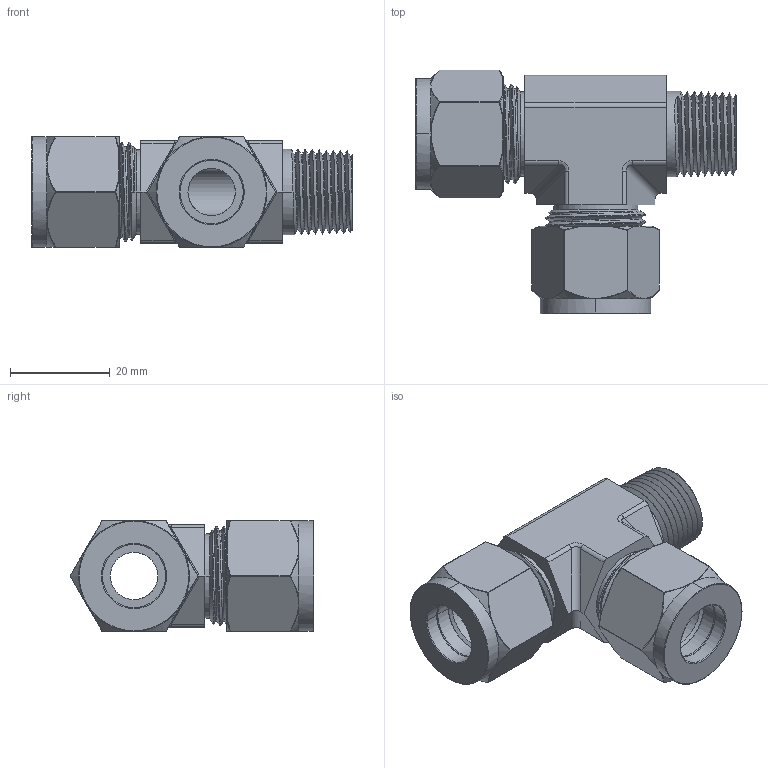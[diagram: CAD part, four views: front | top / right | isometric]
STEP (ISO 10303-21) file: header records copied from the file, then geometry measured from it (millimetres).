
FILE_DESCRIPTION((''),'2;1');
FILE_NAME('001_CRTM_MRT_MASTER_ASM','2025-06-26T15:00:34',('Administrator'),(''),'CREO PARAMETRIC BY PTC INC, 2020414','CREO PARAMETRIC BY PTC INC, 2020414','');
FILE_SCHEMA(('AUTOMOTIVE_DESIGN { 1 0 10303 214 1 1 1 1 }'));
Products named in the file (5): DIN2353-TUBE_CRTM; DIN2353_TUBE_CRTM_NUT; BACK_FERRULE_CRTM; FRONT_FERRULE_CRTM; 001_CRTM_MRT_MASTER_ASM
Assembly tree (7 placements, depth 2):
  001_CRTM_MRT_MASTER_ASM
    DIN2353-TUBE_CRTM
    DIN2353_TUBE_CRTM_NUT  x2
    BACK_FERRULE_CRTM  x2
    FRONT_FERRULE_CRTM  x2
Bounding box: 64.25 x 48.87 x 22.22 mm (x, y, z)
Volume: 21670.9 mm3; surface area: 17628.8 mm2
Topology: 7 solids, 7 shells, 458 faces, 1088 edges, 697 vertices
Faces by surface type: cylinder 130, bspline 97, cone 76, torus 60, sphere 48, plane 47
Entity records: 35475 total; most frequent: CARTESIAN_POINT 27504, ORIENTED_EDGE 1400, DIRECTION 1214, EDGE_CURVE 700, AXIS2_PLACEMENT_3D 491, VERTEX_POINT 417, PRESENTATION_STYLE_ASSIGNMENT 380, STYLED_ITEM 380
